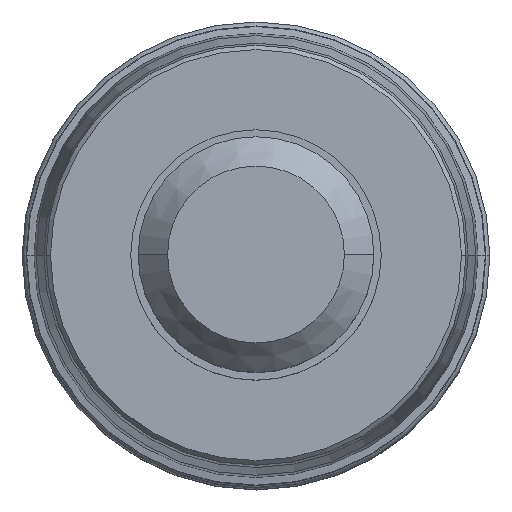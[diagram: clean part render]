
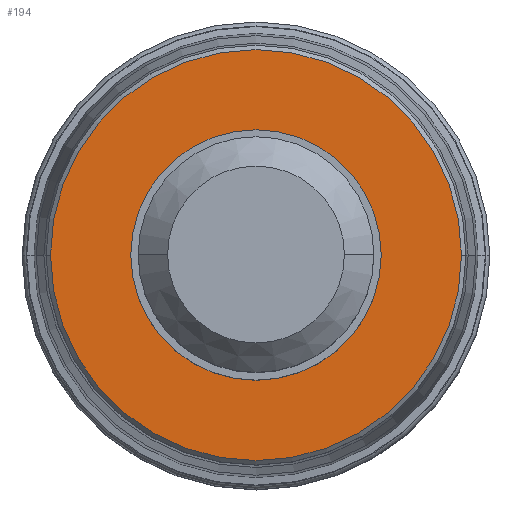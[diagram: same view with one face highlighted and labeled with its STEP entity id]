
A CAD part, top view. The second image highlights one B-rep face of the part: STEP entity #194.
In plain terms, the highlighted planar face has unit normal (0, 0, 1).
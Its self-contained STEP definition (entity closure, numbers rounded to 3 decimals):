
#28=PLANE('',#1646);
#33=FACE_BOUND('',#385,.T.);
#34=FACE_BOUND('',#386,.T.);
#194=ADVANCED_FACE('',(#33,#34),#28,.F.);
#385=EDGE_LOOP('',(#653,#654,#655,#656));
#386=EDGE_LOOP('',(#657,#658));
#653=ORIENTED_EDGE('',*,*,#1043,.T.);
#654=ORIENTED_EDGE('',*,*,#1047,.T.);
#655=ORIENTED_EDGE('',*,*,#1046,.T.);
#656=ORIENTED_EDGE('',*,*,#1044,.T.);
#657=ORIENTED_EDGE('',*,*,#1048,.T.);
#658=ORIENTED_EDGE('',*,*,#1049,.T.);
#878=VERTEX_POINT('',#3517);
#879=VERTEX_POINT('',#3519);
#880=VERTEX_POINT('',#3521);
#881=VERTEX_POINT('',#3525);
#882=VERTEX_POINT('',#3529);
#883=VERTEX_POINT('',#3530);
#1043=EDGE_CURVE('',#879,#878,#1260,.T.);
#1044=EDGE_CURVE('',#880,#879,#1261,.T.);
#1046=EDGE_CURVE('',#881,#880,#1262,.T.);
#1047=EDGE_CURVE('',#878,#881,#1263,.T.);
#1048=EDGE_CURVE('',#882,#883,#1264,.T.);
#1049=EDGE_CURVE('',#883,#882,#1265,.T.);
#1260=CIRCLE('',#1638,13.95);
#1261=CIRCLE('',#1639,13.95);
#1262=CIRCLE('',#1641,13.95);
#1263=CIRCLE('',#1642,13.95);
#1264=CIRCLE('',#1644,8.5);
#1265=CIRCLE('',#1645,8.5);
#1638=AXIS2_PLACEMENT_3D('',#3518,#2000,#2001);
#1639=AXIS2_PLACEMENT_3D('',#3520,#2002,#2003);
#1641=AXIS2_PLACEMENT_3D('',#3524,#2007,#2008);
#1642=AXIS2_PLACEMENT_3D('',#3526,#2009,#2010);
#1644=AXIS2_PLACEMENT_3D('',#3528,#2013,#2014);
#1645=AXIS2_PLACEMENT_3D('',#3531,#2015,#2016);
#1646=AXIS2_PLACEMENT_3D('',#3532,#2017,#2018);
#2000=DIRECTION('',(0.,0.,1.));
#2001=DIRECTION('',(0.,1.,0.));
#2002=DIRECTION('',(0.,0.,1.));
#2003=DIRECTION('',(1.,0.,0.));
#2007=DIRECTION('',(0.,0.,1.));
#2008=DIRECTION('',(0.,-1.,0.));
#2009=DIRECTION('',(0.,0.,1.));
#2010=DIRECTION('',(-1.,0.,0.));
#2013=DIRECTION('',(0.,0.,-1.));
#2014=DIRECTION('',(-1.,0.,0.));
#2015=DIRECTION('',(0.,0.,-1.));
#2016=DIRECTION('',(1.,0.,0.));
#2017=DIRECTION('',(0.,0.,-1.));
#2018=DIRECTION('',(1.,0.,0.));
#3517=CARTESIAN_POINT('',(-13.95,0.,0.));
#3518=CARTESIAN_POINT('',(0.,0.,0.));
#3519=CARTESIAN_POINT('',(0.,13.95,0.));
#3520=CARTESIAN_POINT('',(0.,0.,0.));
#3521=CARTESIAN_POINT('',(13.95,0.,0.));
#3524=CARTESIAN_POINT('',(0.,0.,0.));
#3525=CARTESIAN_POINT('',(0.,-13.95,0.));
#3526=CARTESIAN_POINT('',(0.,0.,0.));
#3528=CARTESIAN_POINT('',(0.,0.,0.));
#3529=CARTESIAN_POINT('',(-8.5,0.,0.));
#3530=CARTESIAN_POINT('',(8.5,0.,0.));
#3531=CARTESIAN_POINT('',(0.,0.,0.));
#3532=CARTESIAN_POINT('',(0.,0.,0.));
